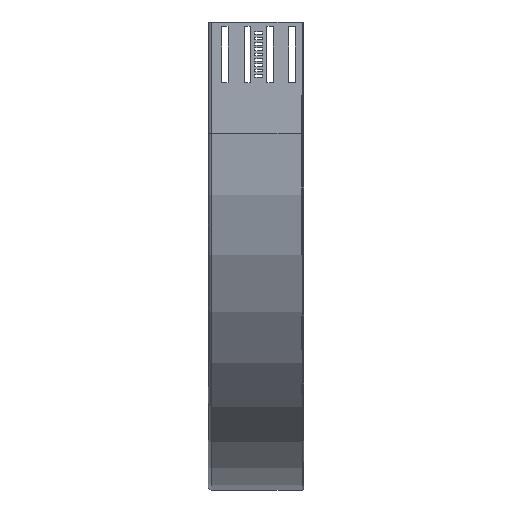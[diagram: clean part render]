
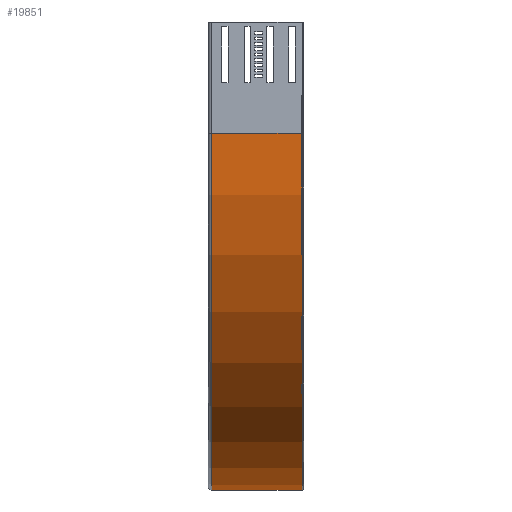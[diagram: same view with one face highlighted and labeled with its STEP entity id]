
A CAD part, left-side view. The second image highlights one B-rep face of the part: STEP entity #19851.
In plain terms, the highlighted cylindrical face has radius 400 mm (diameter 800 mm), a partial arc.
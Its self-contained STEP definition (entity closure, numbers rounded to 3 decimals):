
#449 = CARTESIAN_POINT ( 'NONE',  ( 400., 1.75, -125. ) ) ;
#1763 = ORIENTED_EDGE ( 'NONE', *, *, #24219, .F. ) ;
#1845 = CYLINDRICAL_SURFACE ( 'NONE', #19348, 400. ) ;
#2730 = VERTEX_POINT ( 'NONE', #14407 ) ;
#4017 = VERTEX_POINT ( 'NONE', #7718 ) ;
#6368 = DIRECTION ( 'NONE',  ( 0., 1., 0. ) ) ;
#6615 = VERTEX_POINT ( 'NONE', #19567 ) ;
#7239 = DIRECTION ( 'NONE',  ( 0., -1., 0. ) ) ;
#7718 = CARTESIAN_POINT ( 'NONE',  ( 400., 103.25, -525. ) ) ;
#7862 = LINE ( 'NONE', #22082, #19463 ) ;
#9225 = AXIS2_PLACEMENT_3D ( 'NONE', #449, #16375, #22107 ) ;
#14407 = CARTESIAN_POINT ( 'NONE',  ( 400., 1.75, -525. ) ) ;
#15161 = VERTEX_POINT ( 'NONE', #19655 ) ;
#15507 = VECTOR ( 'NONE', #6368, 1000. ) ;
#15717 = EDGE_CURVE ( 'NONE', #15161, #4017, #25020, .T. ) ;
#16375 = DIRECTION ( 'NONE',  ( 0., -1., 0. ) ) ;
#17090 = ORIENTED_EDGE ( 'NONE', *, *, #15717, .T. ) ;
#18182 = DIRECTION ( 'NONE',  ( 0., 1., 0. ) ) ;
#18335 = DIRECTION ( 'NONE',  ( 0., -1., 0. ) ) ;
#19348 = AXIS2_PLACEMENT_3D ( 'NONE', #23395, #7239, #23155 ) ;
#19463 = VECTOR ( 'NONE', #18182, 1000. ) ;
#19567 = CARTESIAN_POINT ( 'NONE',  ( 0., 1.75, -125. ) ) ;
#19655 = CARTESIAN_POINT ( 'NONE',  ( 0., 103.25, -125. ) ) ;
#19665 = ORIENTED_EDGE ( 'NONE', *, *, #22951, .F. ) ;
#19851 = ADVANCED_FACE ( 'NONE', ( #21433 ), #1845, .T. ) ;
#19856 = EDGE_LOOP ( 'NONE', ( #17090, #1763, #19665, #20196 ) ) ;
#20196 = ORIENTED_EDGE ( 'NONE', *, *, #25582, .T. ) ;
#20555 = DIRECTION ( 'NONE',  ( -1., 0., 0. ) ) ;
#20585 = LINE ( 'NONE', #24243, #15507 ) ;
#21433 = FACE_OUTER_BOUND ( 'NONE', #19856, .T. ) ;
#22082 = CARTESIAN_POINT ( 'NONE',  ( 0., 0., -125. ) ) ;
#22107 = DIRECTION ( 'NONE',  ( -1., 0., 0. ) ) ;
#22951 = EDGE_CURVE ( 'NONE', #6615, #2730, #25047, .T. ) ;
#23155 = DIRECTION ( 'NONE',  ( 0., 0., -1. ) ) ;
#23395 = CARTESIAN_POINT ( 'NONE',  ( 400., 0., -125. ) ) ;
#23751 = AXIS2_PLACEMENT_3D ( 'NONE', #24481, #18335, #20555 ) ;
#24219 = EDGE_CURVE ( 'NONE', #2730, #4017, #20585, .T. ) ;
#24243 = CARTESIAN_POINT ( 'NONE',  ( 400., 0., -525. ) ) ;
#24481 = CARTESIAN_POINT ( 'NONE',  ( 400., 103.25, -125. ) ) ;
#25020 = CIRCLE ( 'NONE', #23751, 400. ) ;
#25047 = CIRCLE ( 'NONE', #9225, 400. ) ;
#25582 = EDGE_CURVE ( 'NONE', #6615, #15161, #7862, .T. ) ;
